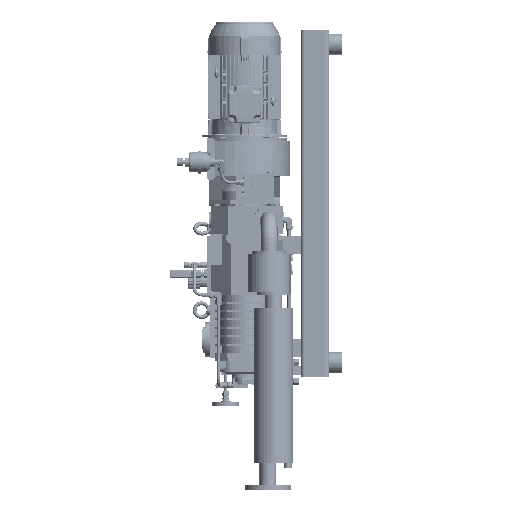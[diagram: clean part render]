
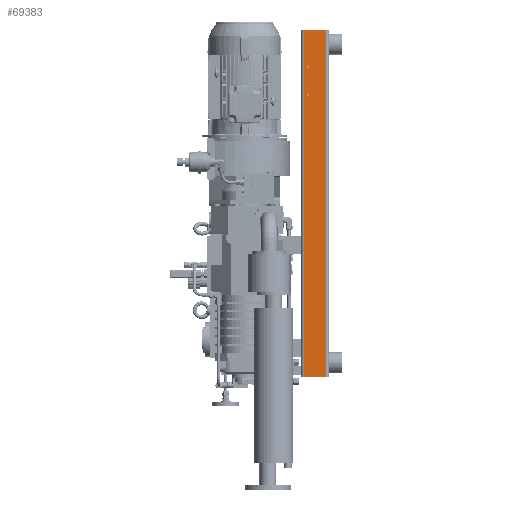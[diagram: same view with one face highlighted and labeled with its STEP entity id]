
A CAD part, left-side view. The second image highlights one B-rep face of the part: STEP entity #69383.
In plain terms, the highlighted planar face has unit normal (-1, 0, 0).
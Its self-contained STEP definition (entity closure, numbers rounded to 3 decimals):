
#66032=CARTESIAN_POINT('',(-170.,-225.0,1047.0));
#66033=VERTEX_POINT('',#66032);
#66034=CARTESIAN_POINT('',(-170.,-225.0,1051.0));
#66035=DIRECTION('',(1.0,0.0,0.0));
#66036=DIRECTION('',(0.0,0.0,-1.0));
#66037=AXIS2_PLACEMENT_3D('',#66034,#66035,#66036);
#66038=CIRCLE('',#66037,4.);
#66039=EDGE_CURVE('',#66033,#66033,#66038,.T.);
#66060=CARTESIAN_POINT('',(-170.,-225.0,947.));
#66061=VERTEX_POINT('',#66060);
#66062=CARTESIAN_POINT('',(-170.,-225.0,951.));
#66063=DIRECTION('',(1.0,0.0,0.0));
#66064=DIRECTION('',(0.0,0.0,-1.0));
#66065=AXIS2_PLACEMENT_3D('',#66062,#66063,#66064);
#66066=CIRCLE('',#66065,4.);
#66067=EDGE_CURVE('',#66061,#66061,#66066,.T.);
#69257=CARTESIAN_POINT('',(-170.,-288.,-49.));
#69258=VERTEX_POINT('',#69257);
#69259=CARTESIAN_POINT('',(-170.,-288.,1181.));
#69260=VERTEX_POINT('',#69259);
#69261=CARTESIAN_POINT('',(-170.,-288.,-49.));
#69262=DIRECTION('',(0.,0.,1.0));
#69263=VECTOR('',#69262,1230.);
#69264=LINE('',#69261,#69263);
#69265=EDGE_CURVE('',#69258,#69260,#69264,.T.);
#69347=CARTESIAN_POINT('',(-170.,-288.0,1181.0));
#69348=DIRECTION('',(-1.0,0.0,0.0));
#69349=DIRECTION('',(0.0,0.0,1.0));
#69350=AXIS2_PLACEMENT_3D('',#69347,#69348,#69349);
#69351=PLANE('',#69350);
#69352=CARTESIAN_POINT('',(-170.,-211.167,-49.));
#69353=VERTEX_POINT('',#69352);
#69354=CARTESIAN_POINT('',(-170.,-288.,-49.0));
#69355=DIRECTION('',(0.0,1.0,0.0));
#69356=VECTOR('',#69355,76.833);
#69357=LINE('',#69354,#69356);
#69358=EDGE_CURVE('',#69258,#69353,#69357,.T.);
#69359=ORIENTED_EDGE('',*,*,#69358,.F.);
#69360=ORIENTED_EDGE('',*,*,#69265,.T.);
#69361=CARTESIAN_POINT('',(-170.,-211.167,1181.));
#69362=VERTEX_POINT('',#69361);
#69363=CARTESIAN_POINT('',(-170.,-211.167,1181.0));
#69364=DIRECTION('',(0.0,-1.0,0.0));
#69365=VECTOR('',#69364,76.833);
#69366=LINE('',#69363,#69365);
#69367=EDGE_CURVE('',#69362,#69260,#69366,.T.);
#69368=ORIENTED_EDGE('',*,*,#69367,.F.);
#69369=CARTESIAN_POINT('',(-170.,-211.167,-49.));
#69370=DIRECTION('',(0.0,0.,1.0));
#69371=VECTOR('',#69370,1230.);
#69372=LINE('',#69369,#69371);
#69373=EDGE_CURVE('',#69353,#69362,#69372,.T.);
#69374=ORIENTED_EDGE('',*,*,#69373,.F.);
#69375=EDGE_LOOP('',(#69359,#69360,#69368,#69374));
#69376=FACE_OUTER_BOUND('',#69375,.T.);
#69377=ORIENTED_EDGE('',*,*,#66067,.T.);
#69378=EDGE_LOOP('',(#69377));
#69379=FACE_BOUND('',#69378,.T.);
#69380=ORIENTED_EDGE('',*,*,#66039,.T.);
#69381=EDGE_LOOP('',(#69380));
#69382=FACE_BOUND('',#69381,.T.);
#69383=ADVANCED_FACE('',(#69376,#69379,#69382),#69351,.T.);
